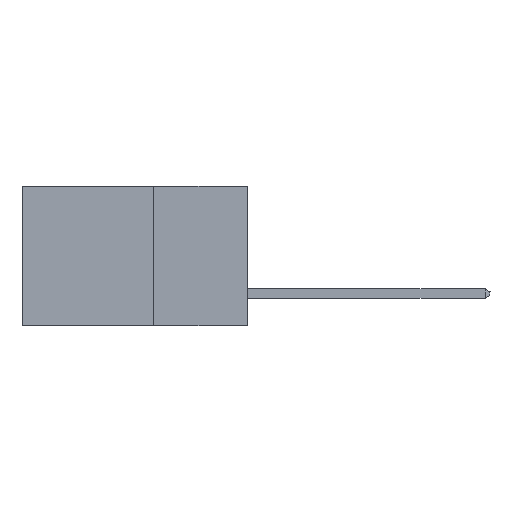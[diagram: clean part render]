
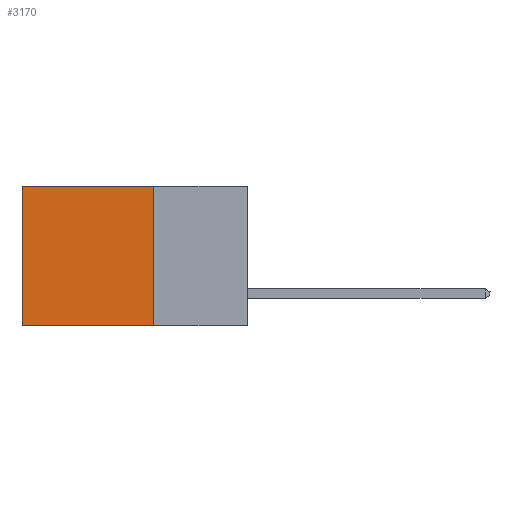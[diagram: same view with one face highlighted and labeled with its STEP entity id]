
A CAD part, left-side view. The second image highlights one B-rep face of the part: STEP entity #3170.
In plain terms, the highlighted planar face has unit normal (-1, 0, 0).
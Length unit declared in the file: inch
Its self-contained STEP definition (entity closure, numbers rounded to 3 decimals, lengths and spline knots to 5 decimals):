
#133 = ORIENTED_EDGE ( 'NONE', *, *, #5672, .F. ) ;
#273 = EDGE_LOOP ( 'NONE', ( #8648, #4527, #133, #1268 ) ) ;
#365 = CARTESIAN_POINT ( 'NONE',  ( 0.2615, 0.25, 0. ) ) ;
#436 = VERTEX_POINT ( 'NONE', #4984 ) ;
#952 = EDGE_CURVE ( 'NONE', #14643, #5224, #6124, .T. ) ;
#1268 = ORIENTED_EDGE ( 'NONE', *, *, #1291, .T. ) ;
#1291 = EDGE_CURVE ( 'NONE', #436, #3991, #6185, .T. ) ;
#2289 = FACE_OUTER_BOUND ( 'NONE', #273, .T. ) ;
#2417 = LINE ( 'NONE', #12880, #3933 ) ;
#2863 = VECTOR ( 'NONE', #8568, 39.37008 ) ;
#2881 = LINE ( 'NONE', #8773, #10894 ) ;
#3170 = ADVANCED_FACE ( 'NONE', ( #2289 ), #7871, .F. ) ;
#3933 = VECTOR ( 'NONE', #11649, 39.37008 ) ;
#3991 = VERTEX_POINT ( 'NONE', #9810 ) ;
#4324 = VECTOR ( 'NONE', #8505, 39.37008 ) ;
#4527 = ORIENTED_EDGE ( 'NONE', *, *, #952, .F. ) ;
#4984 = CARTESIAN_POINT ( 'NONE',  ( 0.2615, 0.25, 0. ) ) ;
#5046 = CARTESIAN_POINT ( 'NONE',  ( 0.2615, 0.6, -0.37 ) ) ;
#5224 = VERTEX_POINT ( 'NONE', #5046 ) ;
#5444 = AXIS2_PLACEMENT_3D ( 'NONE', #13689, #11678, #8030 ) ;
#5634 = CARTESIAN_POINT ( 'NONE',  ( 0.2615, 0.25, -0.37 ) ) ;
#5672 = EDGE_CURVE ( 'NONE', #436, #14643, #2417, .T. ) ;
#6124 = LINE ( 'NONE', #9629, #4324 ) ;
#6185 = LINE ( 'NONE', #365, #2863 ) ;
#7549 = DIRECTION ( 'NONE',  ( 0., 0., -1. ) ) ;
#7871 = PLANE ( 'NONE',  #5444 ) ;
#8030 = DIRECTION ( 'NONE',  ( 0., 0., -1. ) ) ;
#8505 = DIRECTION ( 'NONE',  ( 0., 1., 0. ) ) ;
#8568 = DIRECTION ( 'NONE',  ( 0., 1., 0. ) ) ;
#8648 = ORIENTED_EDGE ( 'NONE', *, *, #10937, .T. ) ;
#8773 = CARTESIAN_POINT ( 'NONE',  ( 0.2615, 0.6, -0.37 ) ) ;
#9629 = CARTESIAN_POINT ( 'NONE',  ( 0.2615, 0.25, -0.37 ) ) ;
#9810 = CARTESIAN_POINT ( 'NONE',  ( 0.2615, 0.6, 0. ) ) ;
#10894 = VECTOR ( 'NONE', #7549, 39.37008 ) ;
#10937 = EDGE_CURVE ( 'NONE', #3991, #5224, #2881, .T. ) ;
#11649 = DIRECTION ( 'NONE',  ( 0., 0., -1. ) ) ;
#11678 = DIRECTION ( 'NONE',  ( 1., 0., 0. ) ) ;
#12880 = CARTESIAN_POINT ( 'NONE',  ( 0.2615, 0.25, -0.37 ) ) ;
#13689 = CARTESIAN_POINT ( 'NONE',  ( 0.2615, 0.25, -0.37 ) ) ;
#14643 = VERTEX_POINT ( 'NONE', #5634 ) ;
